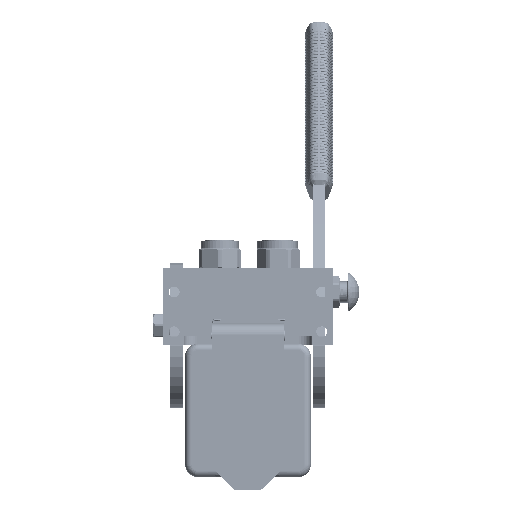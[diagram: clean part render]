
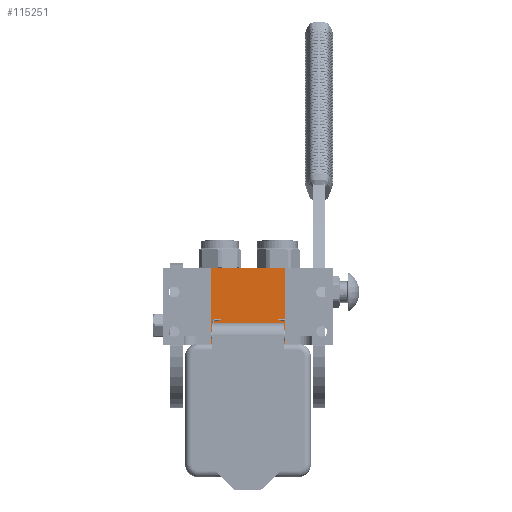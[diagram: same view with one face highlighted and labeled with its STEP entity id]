
A CAD part, left-side view. The second image highlights one B-rep face of the part: STEP entity #115251.
In plain terms, the highlighted face is planar.
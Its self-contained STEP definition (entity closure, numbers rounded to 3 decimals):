
#569 = VERTEX_POINT ( 'NONE', #98891 ) ;
#2368 = CARTESIAN_POINT ( 'NONE',  ( -29., 0., -107.5 ) ) ;
#4401 = CARTESIAN_POINT ( 'NONE',  ( 29., 0., -107.5 ) ) ;
#5970 = VECTOR ( 'NONE', #94599, 1000. ) ;
#8409 = CARTESIAN_POINT ( 'NONE',  ( 29., 0., -107.5 ) ) ;
#14381 = EDGE_CURVE ( 'NONE', #108953, #569, #41693, .T. ) ;
#15694 = ORIENTED_EDGE ( 'NONE', *, *, #14381, .F. ) ;
#21578 = DIRECTION ( 'NONE',  ( -1., 0., 0. ) ) ;
#21750 = DIRECTION ( 'NONE',  ( -1., 0., 0. ) ) ;
#27339 = VERTEX_POINT ( 'NONE', #68568 ) ;
#29850 = LINE ( 'NONE', #112615, #134594 ) ;
#33970 = LINE ( 'NONE', #2368, #145429 ) ;
#36410 = AXIS2_PLACEMENT_3D ( 'NONE', #51537, #122615, #21750 ) ;
#41693 = LINE ( 'NONE', #138817, #5970 ) ;
#43496 = DIRECTION ( 'NONE',  ( 0., 1., 0. ) ) ;
#51537 = CARTESIAN_POINT ( 'NONE',  ( 29., 0., -107.5 ) ) ;
#52552 = ORIENTED_EDGE ( 'NONE', *, *, #134730, .F. ) ;
#59370 = EDGE_LOOP ( 'NONE', ( #157630, #15694, #52552, #180106 ) ) ;
#68568 = CARTESIAN_POINT ( 'NONE',  ( -29., 0., -107.5 ) ) ;
#76072 = EDGE_CURVE ( 'NONE', #183129, #27339, #115859, .T. ) ;
#91381 = VECTOR ( 'NONE', #21578, 1000. ) ;
#93342 = PLANE ( 'NONE',  #36410 ) ;
#94599 = DIRECTION ( 'NONE',  ( -1., 0., 0. ) ) ;
#95861 = FACE_OUTER_BOUND ( 'NONE', #59370, .T. ) ;
#98891 = CARTESIAN_POINT ( 'NONE',  ( -29., 60.2, -107.5 ) ) ;
#108953 = VERTEX_POINT ( 'NONE', #137943 ) ;
#112615 = CARTESIAN_POINT ( 'NONE',  ( 29., 0., -107.5 ) ) ;
#115251 = ADVANCED_FACE ( 'NONE', ( #95861 ), #93342, .T. ) ;
#115859 = LINE ( 'NONE', #8409, #91381 ) ;
#122615 = DIRECTION ( 'NONE',  ( 0., 0., -1. ) ) ;
#127059 = EDGE_CURVE ( 'NONE', #27339, #569, #33970, .T. ) ;
#134594 = VECTOR ( 'NONE', #154910, 1000. ) ;
#134730 = EDGE_CURVE ( 'NONE', #183129, #108953, #29850, .T. ) ;
#137943 = CARTESIAN_POINT ( 'NONE',  ( 29., 60.2, -107.5 ) ) ;
#138817 = CARTESIAN_POINT ( 'NONE',  ( 29., 60.2, -107.5 ) ) ;
#145429 = VECTOR ( 'NONE', #43496, 1000. ) ;
#154910 = DIRECTION ( 'NONE',  ( 0., 1., 0. ) ) ;
#157630 = ORIENTED_EDGE ( 'NONE', *, *, #127059, .T. ) ;
#180106 = ORIENTED_EDGE ( 'NONE', *, *, #76072, .T. ) ;
#183129 = VERTEX_POINT ( 'NONE', #4401 ) ;
